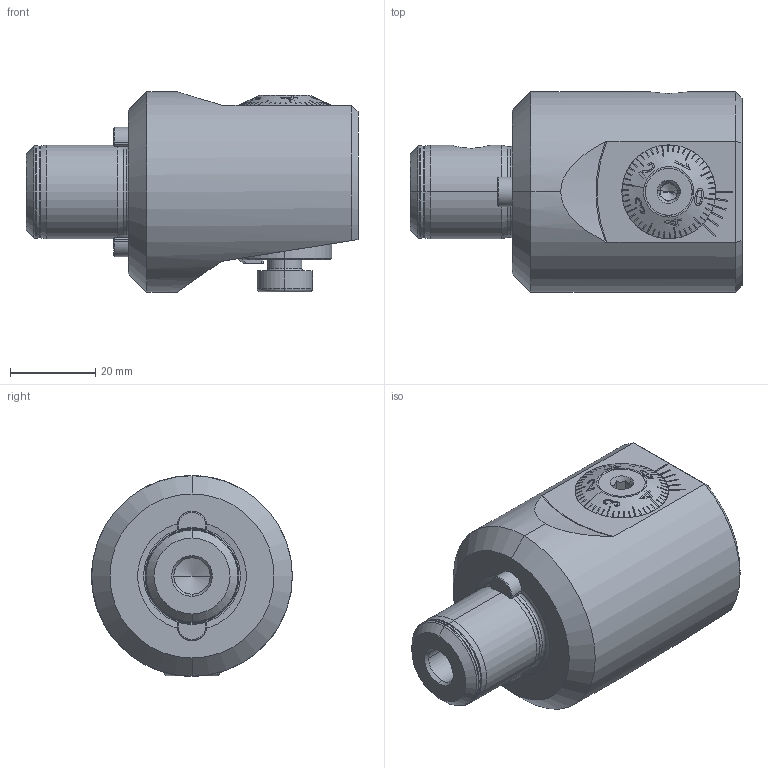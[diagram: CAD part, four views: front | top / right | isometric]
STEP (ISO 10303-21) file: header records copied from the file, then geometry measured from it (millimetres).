
FILE_DESCRIPTION (( 'STEP AP203' ), '1' );
FILE_NAME ('304.039.051.057.STEP', '2020-02-11T08:23:25', ( '' ), ( '' ), 'SwSTEP 2.0', 'SolidWorks 2017', '' );
FILE_SCHEMA (( 'CONFIG_CONTROL_DESIGN' ));
Length unit declared in the file: millimetre
Products named in the file (16): A42-BG2.012.005_A; F42-BG1.AA4.022; ST4-ER2.001.009_A; ST4-F42.AA3.057_A; A42-BG2.013.005_B; A42-BG3.011.030_D; F42-BG2.014.014_A; 304.039.051.057; Klebstoff D8; DIN 3771 - 19x1.5; ISO 4026 - M8 x 8_f〉.step; DIN 7984 - M8 x 12; A42-BG1.012.006_B; F42-BG1.DA3.022_A; WCA-ER2.001.007_A; A42-BG2.011.014_C
Assembly tree (16 placements, depth 3):
  304.039.051.057
    ST4-F42.AA3.057_A
    F42-BG1.AA4.022
      F42-BG1.DA3.022_A
      A42-BG2.011.014_C
      A42-BG2.012.005_A
      A42-BG2.013.005_B
      F42-BG2.014.014_A
      A42-BG1.012.006_B
      DIN 3771 - 19x1.5
    WCA-ER2.001.007_A
    Klebstoff D8
    A42-BG3.011.030_D
    DIN 7984 - M8 x 12
    ST4-ER2.001.009_A  x2
    ISO 4026 - M8 x 8_f〉.step
Bounding box: 77.75 x 47 x 47 mm (x, y, z)
Volume: 85797.1 mm3; surface area: 26950.6 mm2
Topology: 15 solids, 15 shells, 750 faces, 1932 edges, 1211 vertices
Faces by surface type: plane 306, cone 191, cylinder 154, torus 62, bspline 35, sphere 2
Entity records: 26938 total; most frequent: CARTESIAN_POINT 8223, ORIENTED_EDGE 3738, DIRECTION 3310, EDGE_CURVE 1869, AXIS2_PLACEMENT_3D 1294, VERTEX_POINT 1183, EDGE_LOOP 778, ADVANCED_FACE 729
